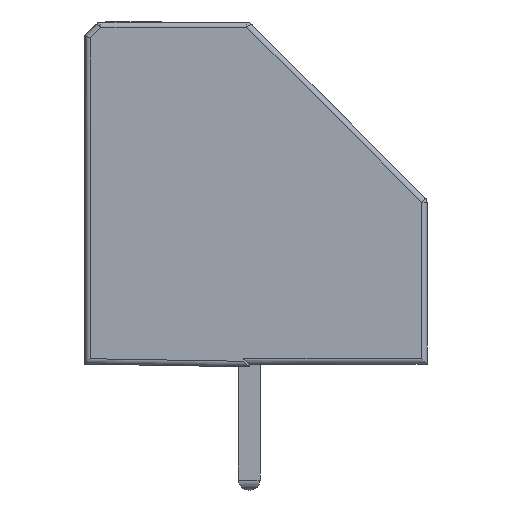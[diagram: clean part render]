
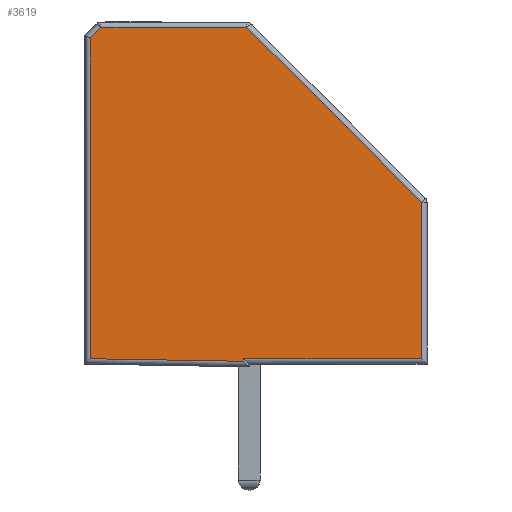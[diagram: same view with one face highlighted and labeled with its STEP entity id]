
A CAD part, left-side view. The second image highlights one B-rep face of the part: STEP entity #3619.
In plain terms, the highlighted planar face has unit normal (-1, 0, 0).
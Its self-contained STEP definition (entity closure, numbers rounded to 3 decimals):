
#13=DIRECTION('',(0.,0.,1.));
#28=VECTOR('',#29,1.);
#29=DIRECTION('',(0.,0.707,0.707));
#575=VECTOR('',#576,1.);
#576=DIRECTION('',(0.,1.,0.));
#583=VECTOR('',#584,1.);
#584=DIRECTION('',(0.,0.707,-0.707));
#591=VECTOR('',#592,1.);
#592=DIRECTION('',(0.,0.,-1.));
#599=VECTOR('',#600,1.);
#600=DIRECTION('',(0.,-1.,-0.017));
#607=VECTOR('',#13,1.);
#614=VECTOR('',#615,1.);
#615=DIRECTION('',(0.,-1.,0.));
#624=DIRECTION('',(-1.,0.,0.));
#625=DIRECTION('',(0.,-1.,0.));
#664=VERTEX_POINT('',#665);
#665=CARTESIAN_POINT('',(-2.5,0.083,12.4));
#675=EDGE_CURVE('',#676,#664,#678,.T.);
#676=VERTEX_POINT('',#677);
#677=CARTESIAN_POINT('',(-2.5,-6.3,6.017));
#678=LINE('',#679,#28);
#679=CARTESIAN_POINT('',(-2.5,-6.359,5.959));
#3619=ADVANCED_FACE('',(#3620),#3663,.T.);
#3620=FACE_BOUND('',#3621,.T.);
#3621=EDGE_LOOP('',(#3622,#3623,#3629,#3635,#3641,#3647,#3653,#3659));
#3622=ORIENTED_EDGE('',*,*,#675,.T.);
#3623=ORIENTED_EDGE('',*,*,#3624,.T.);
#3624=EDGE_CURVE('',#664,#3625,#3627,.T.);
#3625=VERTEX_POINT('',#3626);
#3626=CARTESIAN_POINT('',(-2.5,5.417,12.4));
#3627=LINE('',#3628,#575);
#3628=CARTESIAN_POINT('',(-2.5,0.,12.4));
#3629=ORIENTED_EDGE('',*,*,#3630,.T.);
#3630=EDGE_CURVE('',#3625,#3631,#3633,.T.);
#3631=VERTEX_POINT('',#3632);
#3632=CARTESIAN_POINT('',(-2.5,5.8,12.017));
#3633=LINE('',#3634,#583);
#3634=CARTESIAN_POINT('',(-2.5,5.359,12.459));
#3635=ORIENTED_EDGE('',*,*,#3636,.T.);
#3636=EDGE_CURVE('',#3631,#3637,#3639,.T.);
#3637=VERTEX_POINT('',#3638);
#3638=CARTESIAN_POINT('',(-2.5,5.8,0.297));
#3639=LINE('',#3640,#591);
#3640=CARTESIAN_POINT('',(-2.5,5.8,12.1));
#3641=ORIENTED_EDGE('',*,*,#3642,.T.);
#3642=EDGE_CURVE('',#3637,#3643,#3645,.T.);
#3643=VERTEX_POINT('',#3644);
#3644=CARTESIAN_POINT('',(-2.5,0.2,0.203));
#3645=LINE('',#3646,#599);
#3646=CARTESIAN_POINT('',(-2.5,5.997,0.3));
#3647=ORIENTED_EDGE('',*,*,#3648,.T.);
#3648=EDGE_CURVE('',#3643,#3649,#3651,.T.);
#3649=VERTEX_POINT('',#3650);
#3650=CARTESIAN_POINT('',(-2.5,0.2,0.3));
#3651=LINE('',#3652,#607);
#3652=CARTESIAN_POINT('',(-2.5,0.2,0.));
#3653=ORIENTED_EDGE('',*,*,#3654,.T.);
#3654=EDGE_CURVE('',#3649,#3655,#3657,.T.);
#3655=VERTEX_POINT('',#3656);
#3656=CARTESIAN_POINT('',(-2.5,-6.3,0.3));
#3657=LINE('',#3658,#614);
#3658=CARTESIAN_POINT('',(-2.5,0.,0.3));
#3659=ORIENTED_EDGE('',*,*,#3660,.T.);
#3660=EDGE_CURVE('',#3655,#676,#3661,.T.);
#3661=LINE('',#3662,#607);
#3662=CARTESIAN_POINT('',(-2.5,-6.3,0.1));
#3663=PLANE('',#3664);
#3664=AXIS2_PLACEMENT_3D('',#3665,#624,#625);
#3665=CARTESIAN_POINT('',(-2.5,0.417,5.581));
